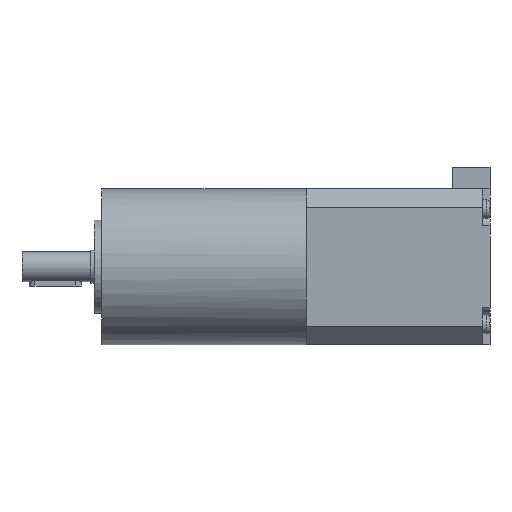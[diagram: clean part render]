
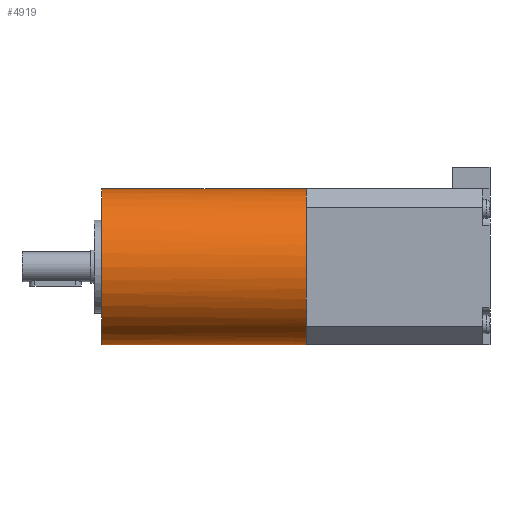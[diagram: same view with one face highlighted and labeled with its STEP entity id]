
A CAD part, left-side view. The second image highlights one B-rep face of the part: STEP entity #4919.
In plain terms, the highlighted cylindrical face has radius 21 mm (diameter 42 mm), a partial arc.
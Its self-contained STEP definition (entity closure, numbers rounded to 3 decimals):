
#103 = AXIS2_PLACEMENT_3D ( 'NONE', #2225, #2149, #1361 ) ;
#109 = CARTESIAN_POINT ( 'NONE',  ( -37.92, 49.5, 9.037 ) ) ;
#144 = VERTEX_POINT ( 'NONE', #3038 ) ;
#449 = CARTESIAN_POINT ( 'NONE',  ( -37.92, 49.5, 9.037 ) ) ;
#512 = AXIS2_PLACEMENT_3D ( 'NONE', #449, #3479, #897 ) ;
#533 = DIRECTION ( 'NONE',  ( 0., 1., 0. ) ) ;
#569 = DIRECTION ( 'NONE',  ( 0., 0., 1. ) ) ;
#570 = EDGE_LOOP ( 'NONE', ( #3262, #3188, #3185, #3062, #2999, #2937, #2861, #2712, #2651 ) ) ;
#603 = CIRCLE ( 'NONE', #3720, 21. ) ;
#777 = EDGE_CURVE ( 'NONE', #5452, #144, #5445, .T. ) ;
#897 = DIRECTION ( 'NONE',  ( 0., 0., 1. ) ) ;
#963 = EDGE_CURVE ( 'NONE', #1599, #3852, #2113, .T. ) ;
#1208 = CIRCLE ( 'NONE', #512, 21. ) ;
#1259 = AXIS2_PLACEMENT_3D ( 'NONE', #109, #3154, #569 ) ;
#1307 = CIRCLE ( 'NONE', #103, 21. ) ;
#1361 = DIRECTION ( 'NONE',  ( 0., 0., 1. ) ) ;
#1427 = CARTESIAN_POINT ( 'NONE',  ( -51.704, 49.5, -6.806 ) ) ;
#1434 = DIRECTION ( 'NONE',  ( 0., -1., 0. ) ) ;
#1599 = VERTEX_POINT ( 'NONE', #3968 ) ;
#1623 = CIRCLE ( 'NONE', #1259, 21. ) ;
#1667 = EDGE_CURVE ( 'NONE', #3961, #5129, #3003, .T. ) ;
#1678 = EDGE_CURVE ( 'NONE', #5468, #3755, #4009, .T. ) ;
#1812 = FACE_OUTER_BOUND ( 'NONE', #570, .T. ) ;
#1870 = EDGE_CURVE ( 'NONE', #1599, #5452, #1307, .T. ) ;
#1971 = AXIS2_PLACEMENT_3D ( 'NONE', #5504, #5417, #5401 ) ;
#2052 = VECTOR ( 'NONE', #4568, 1000. ) ;
#2113 = LINE ( 'NONE', #5453, #3268 ) ;
#2129 = CARTESIAN_POINT ( 'NONE',  ( -37.92, 49.5, 9.037 ) ) ;
#2149 = DIRECTION ( 'NONE',  ( 0., 1., 0. ) ) ;
#2225 = CARTESIAN_POINT ( 'NONE',  ( -37.92, 104.5, 9.037 ) ) ;
#2233 = CARTESIAN_POINT ( 'NONE',  ( -53.763, 49.5, -4.746 ) ) ;
#2323 = VERTEX_POINT ( 'NONE', #3927 ) ;
#2569 = DIRECTION ( 'NONE',  ( 0., 0., 1. ) ) ;
#2613 = CIRCLE ( 'NONE', #4992, 21. ) ;
#2651 = ORIENTED_EDGE ( 'NONE', *, *, #4243, .T. ) ;
#2712 = ORIENTED_EDGE ( 'NONE', *, *, #1667, .T. ) ;
#2847 = AXIS2_PLACEMENT_3D ( 'NONE', #3295, #2889, #2850 ) ;
#2850 = DIRECTION ( 'NONE',  ( 0., 0., 1. ) ) ;
#2861 = ORIENTED_EDGE ( 'NONE', *, *, #3005, .T. ) ;
#2889 = DIRECTION ( 'NONE',  ( 0., 1., 0. ) ) ;
#2937 = ORIENTED_EDGE ( 'NONE', *, *, #5275, .T. ) ;
#2999 = ORIENTED_EDGE ( 'NONE', *, *, #1678, .T. ) ;
#3003 = CIRCLE ( 'NONE', #1971, 21. ) ;
#3005 = EDGE_CURVE ( 'NONE', #2323, #3961, #1623, .T. ) ;
#3020 = CARTESIAN_POINT ( 'NONE',  ( -37.92, 104.5, 30.037 ) ) ;
#3038 = CARTESIAN_POINT ( 'NONE',  ( -37.92, 49.5, 30.037 ) ) ;
#3062 = ORIENTED_EDGE ( 'NONE', *, *, #5230, .T. ) ;
#3108 = AXIS2_PLACEMENT_3D ( 'NONE', #4031, #1434, #3572 ) ;
#3121 = CARTESIAN_POINT ( 'NONE',  ( -37.92, 49.5, 9.037 ) ) ;
#3154 = DIRECTION ( 'NONE',  ( 0., 1., 0. ) ) ;
#3185 = ORIENTED_EDGE ( 'NONE', *, *, #963, .T. ) ;
#3188 = ORIENTED_EDGE ( 'NONE', *, *, #1870, .F. ) ;
#3262 = ORIENTED_EDGE ( 'NONE', *, *, #777, .F. ) ;
#3268 = VECTOR ( 'NONE', #3777, 1000. ) ;
#3295 = CARTESIAN_POINT ( 'NONE',  ( -37.92, 49.5, 9.037 ) ) ;
#3479 = DIRECTION ( 'NONE',  ( 0., 1., 0. ) ) ;
#3554 = CARTESIAN_POINT ( 'NONE',  ( -37.92, 104.5, 30.037 ) ) ;
#3555 = DIRECTION ( 'NONE',  ( 0., 0., 1. ) ) ;
#3572 = DIRECTION ( 'NONE',  ( 0., 0., -1. ) ) ;
#3720 = AXIS2_PLACEMENT_3D ( 'NONE', #3121, #533, #3555 ) ;
#3755 = VERTEX_POINT ( 'NONE', #2233 ) ;
#3777 = DIRECTION ( 'NONE',  ( 0., -1., 0. ) ) ;
#3852 = VERTEX_POINT ( 'NONE', #4471 ) ;
#3927 = CARTESIAN_POINT ( 'NONE',  ( -58.92, 49.5, 9.037 ) ) ;
#3961 = VERTEX_POINT ( 'NONE', #5039 ) ;
#3968 = CARTESIAN_POINT ( 'NONE',  ( -37.92, 104.5, -11.963 ) ) ;
#3969 = CYLINDRICAL_SURFACE ( 'NONE', #3108, 21. ) ;
#4009 = CIRCLE ( 'NONE', #2847, 21. ) ;
#4031 = CARTESIAN_POINT ( 'NONE',  ( -37.92, 104.5, 9.037 ) ) ;
#4222 = CARTESIAN_POINT ( 'NONE',  ( -51.704, 49.5, 24.881 ) ) ;
#4243 = EDGE_CURVE ( 'NONE', #5129, #144, #603, .T. ) ;
#4471 = CARTESIAN_POINT ( 'NONE',  ( -37.92, 49.5, -11.963 ) ) ;
#4568 = DIRECTION ( 'NONE',  ( 0., -1., 0. ) ) ;
#4919 = ADVANCED_FACE ( 'NONE', ( #1812 ), #3969, .T. ) ;
#4992 = AXIS2_PLACEMENT_3D ( 'NONE', #2129, #5116, #2569 ) ;
#5039 = CARTESIAN_POINT ( 'NONE',  ( -53.763, 49.5, 22.821 ) ) ;
#5116 = DIRECTION ( 'NONE',  ( 0., 1., 0. ) ) ;
#5129 = VERTEX_POINT ( 'NONE', #4222 ) ;
#5230 = EDGE_CURVE ( 'NONE', #3852, #5468, #2613, .T. ) ;
#5275 = EDGE_CURVE ( 'NONE', #3755, #2323, #1208, .T. ) ;
#5401 = DIRECTION ( 'NONE',  ( 0., 0., 1. ) ) ;
#5417 = DIRECTION ( 'NONE',  ( 0., 1., 0. ) ) ;
#5445 = LINE ( 'NONE', #3020, #2052 ) ;
#5452 = VERTEX_POINT ( 'NONE', #3554 ) ;
#5453 = CARTESIAN_POINT ( 'NONE',  ( -37.92, 104.5, -11.963 ) ) ;
#5468 = VERTEX_POINT ( 'NONE', #1427 ) ;
#5504 = CARTESIAN_POINT ( 'NONE',  ( -37.92, 49.5, 9.037 ) ) ;
